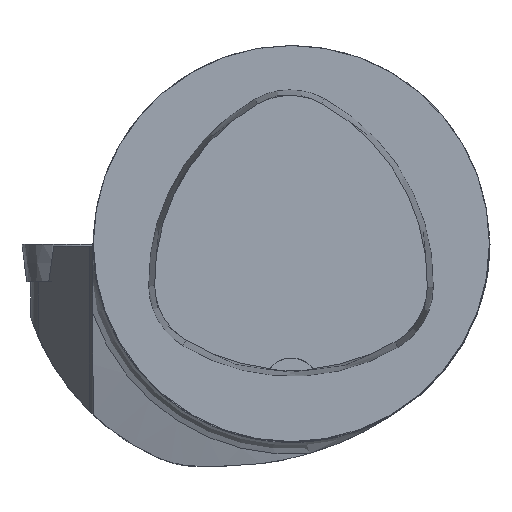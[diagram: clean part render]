
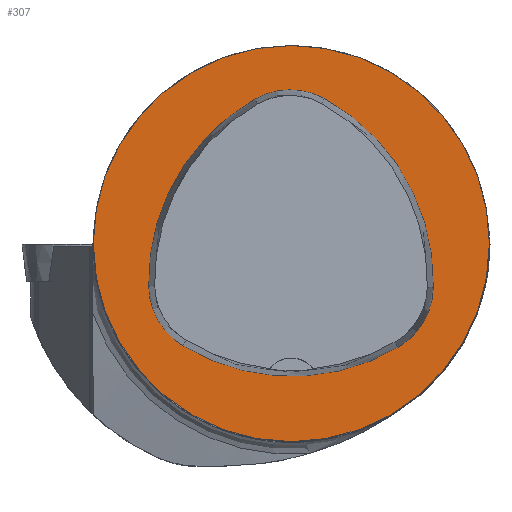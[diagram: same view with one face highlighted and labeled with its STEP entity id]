
A CAD part, top view. The second image highlights one B-rep face of the part: STEP entity #307.
In plain terms, the highlighted planar face has unit normal (0, 0, 1).
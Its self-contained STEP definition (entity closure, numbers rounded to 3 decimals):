
#307=ADVANCED_FACE('',(#381,#382),#344,.T.);
#344=PLANE('',#1056);
#381=FACE_BOUND('',#425,.T.);
#382=FACE_BOUND('',#426,.T.);
#425=EDGE_LOOP('',(#591,#592,#593,#594,#595,#596));
#426=EDGE_LOOP('',(#597));
#591=ORIENTED_EDGE('',*,*,#867,.T.);
#592=ORIENTED_EDGE('',*,*,#847,.T.);
#593=ORIENTED_EDGE('',*,*,#851,.T.);
#594=ORIENTED_EDGE('',*,*,#854,.T.);
#595=ORIENTED_EDGE('',*,*,#857,.T.);
#596=ORIENTED_EDGE('',*,*,#865,.T.);
#597=ORIENTED_EDGE('',*,*,#838,.F.);
#745=VERTEX_POINT('',#1624);
#754=VERTEX_POINT('',#1643);
#755=VERTEX_POINT('',#1644);
#758=VERTEX_POINT('',#1652);
#760=VERTEX_POINT('',#1658);
#762=VERTEX_POINT('',#1664);
#769=VERTEX_POINT('',#1685);
#838=EDGE_CURVE('',#745,#745,#917,.T.);
#847=EDGE_CURVE('',#754,#755,#918,.T.);
#851=EDGE_CURVE('',#755,#758,#920,.T.);
#854=EDGE_CURVE('',#758,#760,#922,.T.);
#857=EDGE_CURVE('',#760,#762,#924,.T.);
#865=EDGE_CURVE('',#762,#769,#928,.T.);
#867=EDGE_CURVE('',#769,#754,#930,.T.);
#917=CIRCLE('',#1028,50.);
#918=CIRCLE('',#1034,53.);
#920=CIRCLE('',#1037,18.);
#922=CIRCLE('',#1040,53.);
#924=CIRCLE('',#1043,18.);
#928=CIRCLE('',#1048,53.);
#930=CIRCLE('',#1051,18.);
#1028=AXIS2_PLACEMENT_3D('',#1623,#1205,#1206);
#1034=AXIS2_PLACEMENT_3D('',#1642,#1221,#1222);
#1037=AXIS2_PLACEMENT_3D('',#1651,#1229,#1230);
#1040=AXIS2_PLACEMENT_3D('',#1657,#1236,#1237);
#1043=AXIS2_PLACEMENT_3D('',#1663,#1243,#1244);
#1048=AXIS2_PLACEMENT_3D('',#1686,#1255,#1256);
#1051=AXIS2_PLACEMENT_3D('',#1689,#1261,#1262);
#1056=AXIS2_PLACEMENT_3D('',#1694,#1271,#1272);
#1205=DIRECTION('',(0.,0.,-1.));
#1206=DIRECTION('',(-1.,0.,0.));
#1221=DIRECTION('',(0.,0.,-1.));
#1222=DIRECTION('',(-1.,0.,0.));
#1229=DIRECTION('',(0.,0.,-1.));
#1230=DIRECTION('',(-1.,0.,0.));
#1236=DIRECTION('',(0.,0.,-1.));
#1237=DIRECTION('',(-1.,0.,0.));
#1243=DIRECTION('',(0.,0.,-1.));
#1244=DIRECTION('',(-1.,0.,0.));
#1255=DIRECTION('',(0.,0.,-1.));
#1256=DIRECTION('',(-1.,0.,0.));
#1261=DIRECTION('',(0.,0.,-1.));
#1262=DIRECTION('',(-1.,0.,0.));
#1271=DIRECTION('',(0.,0.,1.));
#1272=DIRECTION('',(1.,0.,0.));
#1623=CARTESIAN_POINT('',(0.,0.,0.));
#1624=CARTESIAN_POINT('',(-50.,0.,0.));
#1642=CARTESIAN_POINT('',(16.978,-9.621,0.));
#1643=CARTESIAN_POINT('',(-36.009,-10.801,0.));
#1644=CARTESIAN_POINT('',(-9.238,36.441,0.));
#1651=CARTESIAN_POINT('',(-0.334,20.797,0.));
#1652=CARTESIAN_POINT('',(8.312,36.585,0.));
#1657=CARTESIAN_POINT('',(-17.147,-9.9,0.));
#1658=CARTESIAN_POINT('',(35.839,-11.094,0.));
#1663=CARTESIAN_POINT('',(17.844,-10.688,0.));
#1664=CARTESIAN_POINT('',(26.94,-26.221,0.));
#1685=CARTESIAN_POINT('',(-27.358,-25.784,0.));
#1686=CARTESIAN_POINT('',(0.157,19.514,0.));
#1689=CARTESIAN_POINT('',(-18.013,-10.4,0.));
#1694=CARTESIAN_POINT('',(0.,0.,0.));
